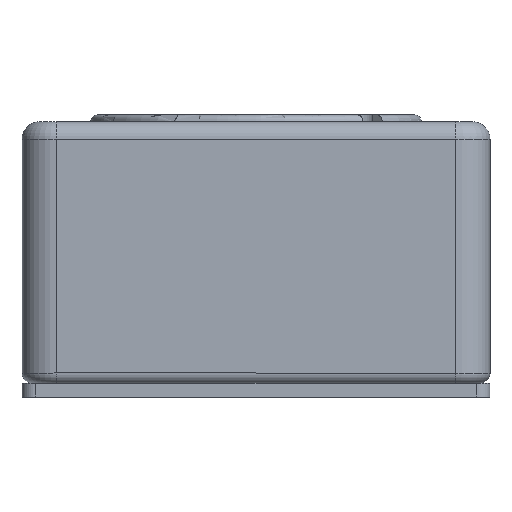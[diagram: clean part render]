
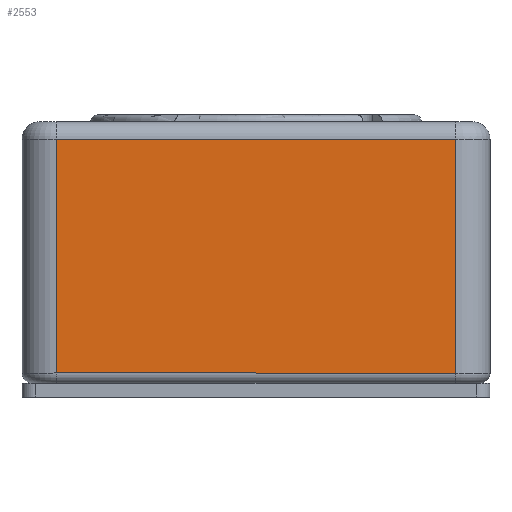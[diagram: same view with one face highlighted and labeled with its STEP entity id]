
A CAD part, front view. The second image highlights one B-rep face of the part: STEP entity #2553.
In plain terms, the highlighted planar face has unit normal (0, -1, 0).
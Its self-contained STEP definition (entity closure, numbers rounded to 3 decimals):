
#25 = VERTEX_POINT ( 'NONE', #1438 ) ;
#152 = VECTOR ( 'NONE', #2686, 1000. ) ;
#273 = LINE ( 'NONE', #520, #152 ) ;
#503 = ORIENTED_EDGE ( 'NONE', *, *, #1125, .T. ) ;
#520 = CARTESIAN_POINT ( 'NONE',  ( 7.6, 15., 0.35 ) ) ;
#651 = LINE ( 'NONE', #2635, #1840 ) ;
#674 = DIRECTION ( 'NONE',  ( 0., 0., 1. ) ) ;
#700 = CARTESIAN_POINT ( 'NONE',  ( 9.3, 15., 0.2 ) ) ;
#939 = CARTESIAN_POINT ( 'NONE',  ( 3., 15., 3.75 ) ) ;
#1125 = EDGE_CURVE ( 'NONE', #2419, #1272, #651, .T. ) ;
#1140 = ORIENTED_EDGE ( 'NONE', *, *, #2209, .F. ) ;
#1254 = FACE_OUTER_BOUND ( 'NONE', #2455, .T. ) ;
#1272 = VERTEX_POINT ( 'NONE', #1815 ) ;
#1370 = EDGE_CURVE ( 'NONE', #1272, #2568, #1802, .T. ) ;
#1438 = CARTESIAN_POINT ( 'NONE',  ( 3., 15., 0.35 ) ) ;
#1449 = DIRECTION ( 'NONE',  ( 1., 0., 0. ) ) ;
#1463 = DIRECTION ( 'NONE',  ( 0., -1., 0. ) ) ;
#1742 = PLANE ( 'NONE',  #3092 ) ;
#1802 = LINE ( 'NONE', #2295, #2920 ) ;
#1815 = CARTESIAN_POINT ( 'NONE',  ( 8.8, 15., 3.75 ) ) ;
#1840 = VECTOR ( 'NONE', #674, 1000. ) ;
#1910 = VECTOR ( 'NONE', #3067, 1000. ) ;
#2080 = ORIENTED_EDGE ( 'NONE', *, *, #1370, .T. ) ;
#2085 = CARTESIAN_POINT ( 'NONE',  ( 3., 15., 0.2 ) ) ;
#2088 = CARTESIAN_POINT ( 'NONE',  ( 8.8, 15., 0.35 ) ) ;
#2209 = EDGE_CURVE ( 'NONE', #2419, #25, #273, .T. ) ;
#2295 = CARTESIAN_POINT ( 'NONE',  ( 9.3, 15., 3.75 ) ) ;
#2419 = VERTEX_POINT ( 'NONE', #2088 ) ;
#2455 = EDGE_LOOP ( 'NONE', ( #1140, #503, #2080, #2930 ) ) ;
#2543 = DIRECTION ( 'NONE',  ( -1., 0., 0. ) ) ;
#2553 = ADVANCED_FACE ( 'NONE', ( #1254 ), #1742, .T. ) ;
#2568 = VERTEX_POINT ( 'NONE', #939 ) ;
#2635 = CARTESIAN_POINT ( 'NONE',  ( 8.8, 15., 0.2 ) ) ;
#2656 = EDGE_CURVE ( 'NONE', #2568, #25, #3041, .T. ) ;
#2686 = DIRECTION ( 'NONE',  ( -1., 0., 0. ) ) ;
#2920 = VECTOR ( 'NONE', #2543, 1000. ) ;
#2930 = ORIENTED_EDGE ( 'NONE', *, *, #2656, .T. ) ;
#3041 = LINE ( 'NONE', #2085, #1910 ) ;
#3067 = DIRECTION ( 'NONE',  ( 0., 0., -1. ) ) ;
#3092 = AXIS2_PLACEMENT_3D ( 'NONE', #700, #1463, #1449 ) ;
